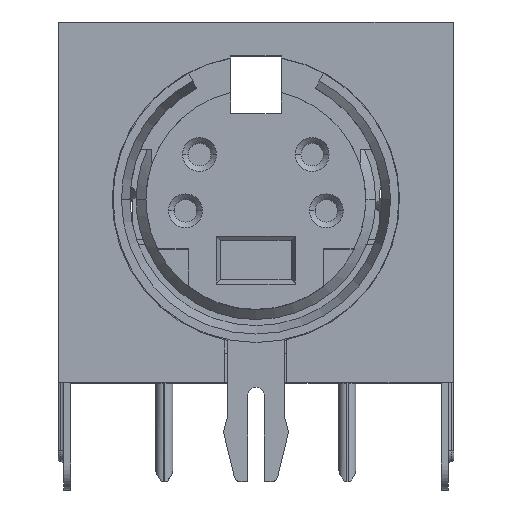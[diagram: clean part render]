
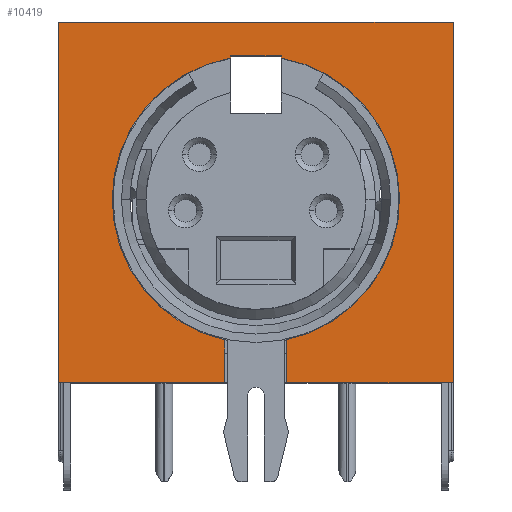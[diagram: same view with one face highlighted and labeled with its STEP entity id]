
A CAD part, top view. The second image highlights one B-rep face of the part: STEP entity #10419.
In plain terms, the highlighted planar face has unit normal (0, 0, 1).
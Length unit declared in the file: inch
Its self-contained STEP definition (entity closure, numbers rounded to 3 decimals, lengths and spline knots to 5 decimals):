
#29 = VECTOR ( 'NONE', #15145, 39.37008 ) ;
#282 = DIRECTION ( 'NONE',  ( -0.216, -0.976, 0. ) ) ;
#425 = DIRECTION ( 'NONE',  ( 0., 1., 0. ) ) ;
#510 = VECTOR ( 'NONE', #425, 39.37008 ) ;
#593 = LINE ( 'NONE', #1912, #1910 ) ;
#621 = CARTESIAN_POINT ( 'NONE',  ( 0.55118, 0., 0. ) ) ;
#633 = CARTESIAN_POINT ( 'NONE',  ( 0.3189, 0.05984, 0. ) ) ;
#948 = AXIS2_PLACEMENT_3D ( 'NONE', #5716, #10927, #282 ) ;
#1481 = DIRECTION ( 'NONE',  ( 1., 0., 0. ) ) ;
#1707 = CARTESIAN_POINT ( 'NONE',  ( 0.23228, 0.05984, 0. ) ) ;
#1910 = VECTOR ( 'NONE', #10174, 39.37008 ) ;
#1912 = CARTESIAN_POINT ( 'NONE',  ( 0.23228, 0.12598, 0. ) ) ;
#1932 = ORIENTED_EDGE ( 'NONE', *, *, #8079, .F. ) ;
#2045 = ORIENTED_EDGE ( 'NONE', *, *, #14897, .T. ) ;
#2274 = VERTEX_POINT ( 'NONE', #4418 ) ;
#2416 = PLANE ( 'NONE',  #15000 ) ;
#2645 = FACE_OUTER_BOUND ( 'NONE', #13400, .T. ) ;
#2714 = EDGE_CURVE ( 'NONE', #3177, #5782, #12817, .T. ) ;
#2832 = EDGE_CURVE ( 'NONE', #9898, #7901, #10687, .T. ) ;
#2837 = ORIENTED_EDGE ( 'NONE', *, *, #9123, .T. ) ;
#2864 = EDGE_CURVE ( 'NONE', #13122, #7554, #5143, .T. ) ;
#3177 = VERTEX_POINT ( 'NONE', #633 ) ;
#3576 = CARTESIAN_POINT ( 'NONE',  ( 0., 0., 0. ) ) ;
#3701 = VECTOR ( 'NONE', #4401, 39.37008 ) ;
#3834 = EDGE_CURVE ( 'NONE', #7901, #7981, #6704, .T. ) ;
#4346 = VECTOR ( 'NONE', #11640, 39.37008 ) ;
#4401 = DIRECTION ( 'NONE',  ( -1., 0., 0. ) ) ;
#4418 = CARTESIAN_POINT ( 'NONE',  ( 0.24016, 0.45669, 0. ) ) ;
#4738 = CARTESIAN_POINT ( 'NONE',  ( 0.55118, 0.50394, 0. ) ) ;
#5143 = LINE ( 'NONE', #13679, #6557 ) ;
#5685 = CARTESIAN_POINT ( 'NONE',  ( 0.3189, 0., 0. ) ) ;
#5716 = CARTESIAN_POINT ( 'NONE',  ( 0.27559, 0.25591, 0. ) ) ;
#5782 = VERTEX_POINT ( 'NONE', #5685 ) ;
#6083 = VECTOR ( 'NONE', #12676, 39.37008 ) ;
#6153 = DIRECTION ( 'NONE',  ( 1., 0., 0. ) ) ;
#6247 = ORIENTED_EDGE ( 'NONE', *, *, #13312, .T. ) ;
#6303 = VERTEX_POINT ( 'NONE', #3576 ) ;
#6434 = LINE ( 'NONE', #11146, #3701 ) ;
#6467 = VERTEX_POINT ( 'NONE', #9663 ) ;
#6557 = VECTOR ( 'NONE', #9753, 39.37008 ) ;
#6704 = LINE ( 'NONE', #14083, #6083 ) ;
#6820 = ORIENTED_EDGE ( 'NONE', *, *, #3834, .F. ) ;
#6914 = CARTESIAN_POINT ( 'NONE',  ( 0.3189, 0.15591, 0. ) ) ;
#7017 = ORIENTED_EDGE ( 'NONE', *, *, #9892, .T. ) ;
#7324 = DIRECTION ( 'NONE',  ( -0.216, -0.976, 0. ) ) ;
#7334 = CARTESIAN_POINT ( 'NONE',  ( 0.27559, 0.25197, 0. ) ) ;
#7554 = VERTEX_POINT ( 'NONE', #12169 ) ;
#7580 = CARTESIAN_POINT ( 'NONE',  ( 0.27559, 0.25591, 0. ) ) ;
#7665 = VECTOR ( 'NONE', #6153, 39.37008 ) ;
#7685 = CIRCLE ( 'NONE', #11650, 0.20079 ) ;
#7901 = VERTEX_POINT ( 'NONE', #4738 ) ;
#7981 = VERTEX_POINT ( 'NONE', #8340 ) ;
#8077 = AXIS2_PLACEMENT_3D ( 'NONE', #8556, #13482, #7324 ) ;
#8079 = EDGE_CURVE ( 'NONE', #14164, #6303, #6434, .T. ) ;
#8082 = ORIENTED_EDGE ( 'NONE', *, *, #2714, .T. ) ;
#8288 = LINE ( 'NONE', #12543, #7665 ) ;
#8340 = CARTESIAN_POINT ( 'NONE',  ( 0.55118, 0., 0. ) ) ;
#8556 = CARTESIAN_POINT ( 'NONE',  ( 0.27559, 0.25591, 0. ) ) ;
#8708 = CARTESIAN_POINT ( 'NONE',  ( 0.23228, 0., 0. ) ) ;
#8759 = VECTOR ( 'NONE', #14449, 39.37008 ) ;
#9123 = EDGE_CURVE ( 'NONE', #6467, #10940, #7685, .T. ) ;
#9527 = CARTESIAN_POINT ( 'NONE',  ( 0., 0.50394, 0. ) ) ;
#9663 = CARTESIAN_POINT ( 'NONE',  ( 0.0748, 0.25591, 0. ) ) ;
#9753 = DIRECTION ( 'NONE',  ( 0., -1., 0. ) ) ;
#9873 = VERTEX_POINT ( 'NONE', #1707 ) ;
#9881 = EDGE_CURVE ( 'NONE', #7981, #5782, #11207, .T. ) ;
#9892 = EDGE_CURVE ( 'NONE', #2274, #13122, #8288, .T. ) ;
#9898 = VERTEX_POINT ( 'NONE', #11398 ) ;
#10050 = ORIENTED_EDGE ( 'NONE', *, *, #11809, .T. ) ;
#10174 = DIRECTION ( 'NONE',  ( 0., 1., 0. ) ) ;
#10419 = ADVANCED_FACE ( 'NONE', ( #2645 ), #2416, .T. ) ;
#10687 = LINE ( 'NONE', #9527, #8759 ) ;
#10927 = DIRECTION ( 'NONE',  ( 0., 0., -1. ) ) ;
#10940 = VERTEX_POINT ( 'NONE', #12967 ) ;
#11003 = LINE ( 'NONE', #12117, #510 ) ;
#11016 = ORIENTED_EDGE ( 'NONE', *, *, #13078, .T. ) ;
#11098 = ORIENTED_EDGE ( 'NONE', *, *, #2864, .T. ) ;
#11145 = EDGE_CURVE ( 'NONE', #6303, #9898, #11845, .T. ) ;
#11146 = CARTESIAN_POINT ( 'NONE',  ( 0.55118, 0., 0. ) ) ;
#11207 = LINE ( 'NONE', #621, #29 ) ;
#11318 = CIRCLE ( 'NONE', #8077, 0.20079 ) ;
#11398 = CARTESIAN_POINT ( 'NONE',  ( 0., 0.50394, 0. ) ) ;
#11428 = CARTESIAN_POINT ( 'NONE',  ( 0.31102, 0.45669, 0. ) ) ;
#11640 = DIRECTION ( 'NONE',  ( 0., -1., 0. ) ) ;
#11650 = AXIS2_PLACEMENT_3D ( 'NONE', #7580, #12411, #12331 ) ;
#11809 = EDGE_CURVE ( 'NONE', #14164, #9873, #593, .T. ) ;
#11845 = LINE ( 'NONE', #13112, #14511 ) ;
#11872 = ORIENTED_EDGE ( 'NONE', *, *, #11145, .F. ) ;
#12075 = DIRECTION ( 'NONE',  ( 0., 0., 1. ) ) ;
#12117 = CARTESIAN_POINT ( 'NONE',  ( 0.24016, 0.31398, 0. ) ) ;
#12169 = CARTESIAN_POINT ( 'NONE',  ( 0.31102, 0.45354, 0. ) ) ;
#12331 = DIRECTION ( 'NONE',  ( -0.216, -0.976, 0. ) ) ;
#12411 = DIRECTION ( 'NONE',  ( 0., 0., -1. ) ) ;
#12543 = CARTESIAN_POINT ( 'NONE',  ( 0.25787, 0.45669, 0. ) ) ;
#12676 = DIRECTION ( 'NONE',  ( 0., -1., 0. ) ) ;
#12724 = ORIENTED_EDGE ( 'NONE', *, *, #9881, .F. ) ;
#12817 = LINE ( 'NONE', #6914, #4346 ) ;
#12948 = DIRECTION ( 'NONE',  ( 0., 1., 0. ) ) ;
#12967 = CARTESIAN_POINT ( 'NONE',  ( 0.24016, 0.45354, 0. ) ) ;
#13078 = EDGE_CURVE ( 'NONE', #9873, #6467, #11318, .T. ) ;
#13112 = CARTESIAN_POINT ( 'NONE',  ( 0., 0., 0. ) ) ;
#13122 = VERTEX_POINT ( 'NONE', #11428 ) ;
#13312 = EDGE_CURVE ( 'NONE', #7554, #3177, #14316, .T. ) ;
#13400 = EDGE_LOOP ( 'NONE', ( #11098, #6247, #8082, #12724, #6820, #15278, #11872, #1932, #10050, #11016, #2837, #2045, #7017 ) ) ;
#13482 = DIRECTION ( 'NONE',  ( 0., 0., -1. ) ) ;
#13679 = CARTESIAN_POINT ( 'NONE',  ( 0.31102, 0.35433, 0. ) ) ;
#14083 = CARTESIAN_POINT ( 'NONE',  ( 0.55118, 0.50394, 0. ) ) ;
#14164 = VERTEX_POINT ( 'NONE', #8708 ) ;
#14316 = CIRCLE ( 'NONE', #948, 0.20079 ) ;
#14449 = DIRECTION ( 'NONE',  ( 1., 0., 0. ) ) ;
#14511 = VECTOR ( 'NONE', #12948, 39.37008 ) ;
#14897 = EDGE_CURVE ( 'NONE', #10940, #2274, #11003, .T. ) ;
#15000 = AXIS2_PLACEMENT_3D ( 'NONE', #7334, #12075, #1481 ) ;
#15145 = DIRECTION ( 'NONE',  ( -1., 0., 0. ) ) ;
#15278 = ORIENTED_EDGE ( 'NONE', *, *, #2832, .F. ) ;
